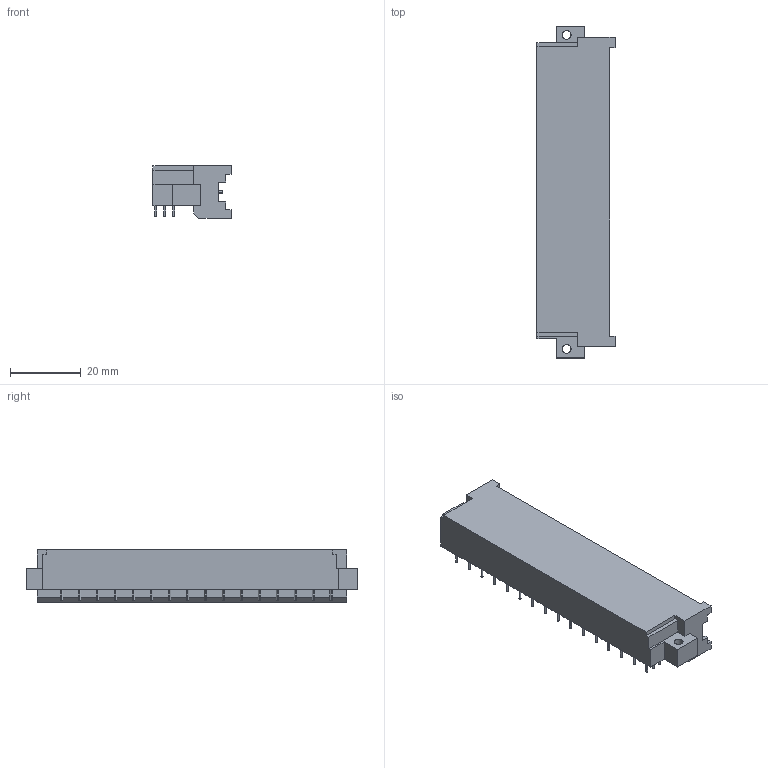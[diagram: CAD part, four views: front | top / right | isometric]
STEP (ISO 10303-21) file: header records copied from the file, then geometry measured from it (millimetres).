
FILE_DESCRIPTION((''),'2;1');
FILE_NAME('HARTING_09 06 148 6901.stp','2009-01-20T17:20:45',(''),(''),'Mechanical Desktop 2009','Mechanical Desktop 2009',', , ');
FILE_SCHEMA(('AUTOMOTIVE_DESIGN { 1 2 10303 214 1 1 1 1 }'));
Length unit declared in the file: millimetre
Products named in the file (1): Product
Bounding box: 22.1 x 94 x 14.8 mm (x, y, z)
Volume: 15480.6 mm3; surface area: 9131.6 mm2
Topology: 97 solids, 97 shells, 452 faces, 756 edges, 510 vertices
Faces by surface type: plane 204, cylinder 192, bspline 56
Entity records: 10587 total; most frequent: CARTESIAN_POINT 2173, DIRECTION 1754, ORIENTED_EDGE 1512, AXIS2_PLACEMENT_3D 781, EDGE_CURVE 756, VERTEX_POINT 510, EDGE_LOOP 468, FACE_OUTER_BOUND 452
